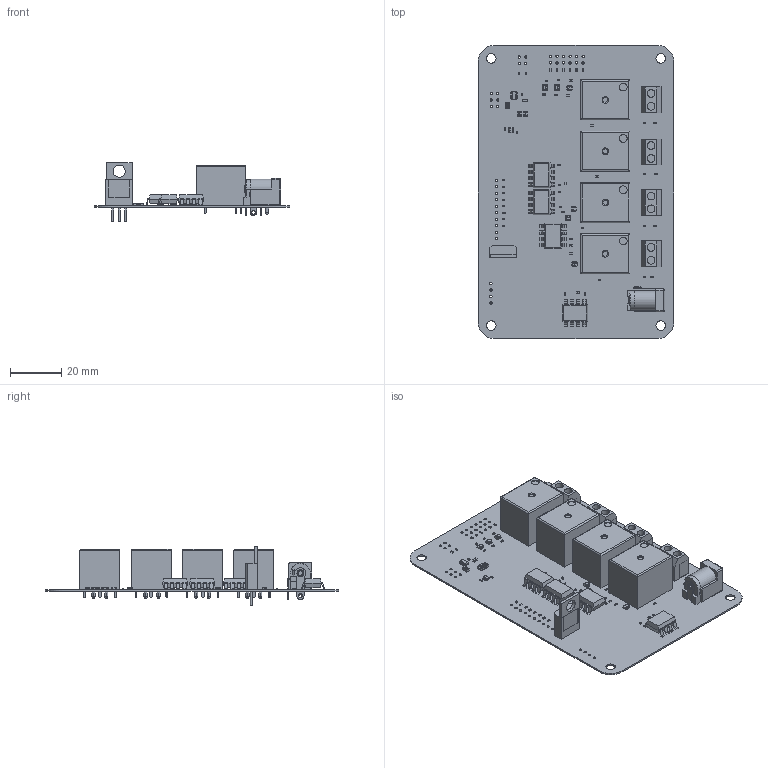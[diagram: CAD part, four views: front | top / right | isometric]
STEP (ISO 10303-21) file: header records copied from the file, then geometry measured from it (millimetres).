
FILE_DESCRIPTION(('Open CASCADE Model'),'2;1');
FILE_NAME('Open CASCADE Shape Model','2023-11-10T23:50:35',('Author'),( 'Open CASCADE'),'Open CASCADE STEP processor 7.5','Open CASCADE 7.5' ,'Unknown');
FILE_SCHEMA(('AUTOMOTIVE_DESIGN { 1 0 10303 214 1 1 1 1 }'));
Length unit declared in the file: millimetre
Products named in the file (104): PCB; Board; Open CASCADE STEP translator 7.5 1.1.1; D2; SOT-363; Open CASCADE STEP translator 7.5 1.2.1.1; Open CASCADE STEP translator 7.5 1.2.1.2; U2; 6047545296; R17; R0402; R15; R13; R_; R18; R20; R22; R25; R26; R27; R28; R19; R24; R16; R23; R14; R21; Q6; Q5; Q4; Q3; U1; 6047544256; L1; L0603; C9; C0402; C7; C8; C6 ...
Assembly tree (166 placements, depth 4):
  PCB
    Board
      Open CASCADE STEP translator 7.5 1.1.1
    D2
      SOT-363
        Open CASCADE STEP translator 7.5 1.2.1.1
        Open CASCADE STEP translator 7.5 1.2.1.2
    U2
      6047545296
    R17
      R0402
    R15
      R0402
    R13
      R0402
    R_
      R0402
    R18
      R0402
    R20
      R0402
    R22
      R0402
    R_
      R0402
    R_
      R0402
    R25
      R0402
    R26
      R0402
    R27
      R0402
    R28
      R0402
    R19
      R0402
    R_
      R0402
    R24
      R0402
    R_
      R0402
    R16
      R0402
    R_
      R0402
    R_
      R0402
    R23
      R0402
    R14
      R0402
    R21
      R0402
    R_
      R0402
    Q6
      SOT-363
        Open CASCADE STEP translator 7.5 1.2.1.1
Bounding box: 76.2 x 114.3 x 22.99 mm (x, y, z)
Volume: 28051 mm3; surface area: 31506.6 mm2
Topology: 142 solids, 156 shells, 4780 faces, 11992 edges, 7433 vertices
Faces by surface type: plane 3426, cylinder 728, bspline 426, sphere 100, revolution 45, torus 39, cone 16
Full cylindrical faces by diameter (mm): 0.085 x1, 0.6 x8, 0.889 x3, 0.9 x36, 1.144 x3, 1.3 x20, 1.5 x11, 1.8 x1, 2 x9, 3 x4, 3.2 x2, 3.682 x4, 6.4 x1
Entity records: 42527 total; most frequent: CARTESIAN_POINT 8166, ORIENTED_EDGE 5744, DIRECTION 5627, EDGE_CURVE 2873, AXIS2_PLACEMENT_3D 1944, VERTEX_POINT 1830, LINE 1726, VECTOR 1726
